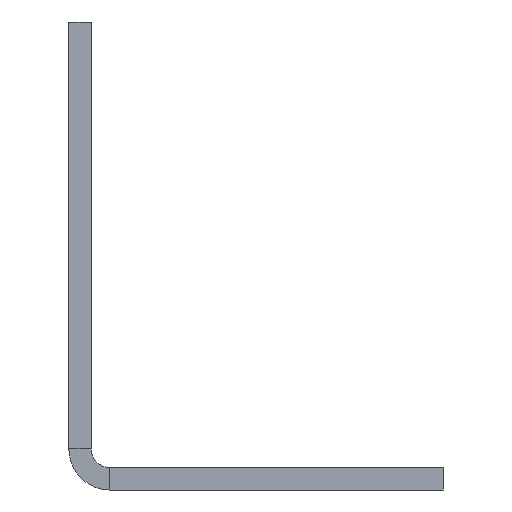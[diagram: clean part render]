
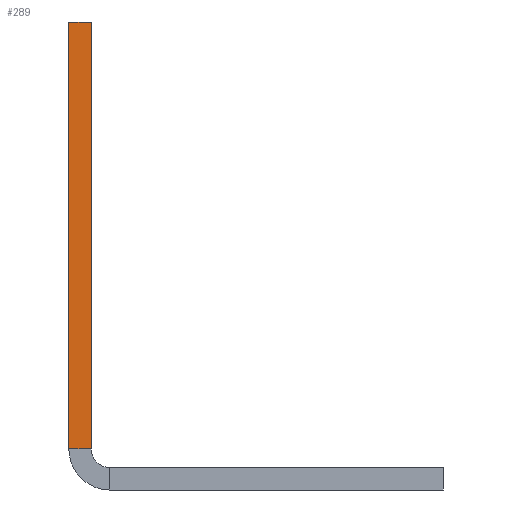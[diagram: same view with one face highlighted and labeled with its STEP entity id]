
A CAD part, left-side view. The second image highlights one B-rep face of the part: STEP entity #289.
In plain terms, the highlighted planar face has unit normal (-1, 0, 0).
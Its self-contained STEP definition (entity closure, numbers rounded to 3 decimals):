
#27 = VECTOR ( 'NONE', #72, 1000. ) ;
#31 = LINE ( 'NONE', #395, #422 ) ;
#38 = VERTEX_POINT ( 'NONE', #620 ) ;
#40 = CARTESIAN_POINT ( 'NONE',  ( 25.5, 20., 23.8 ) ) ;
#43 = VECTOR ( 'NONE', #510, 1000. ) ;
#53 = PLANE ( 'NONE',  #468 ) ;
#72 = DIRECTION ( 'NONE',  ( 0., 0., 1. ) ) ;
#75 = ORIENTED_EDGE ( 'NONE', *, *, #508, .F. ) ;
#103 = CARTESIAN_POINT ( 'NONE',  ( 25.5, 20., 23.8 ) ) ;
#108 = EDGE_CURVE ( 'NONE', #248, #293, #478, .T. ) ;
#114 = DIRECTION ( 'NONE',  ( 0., 1., 0. ) ) ;
#117 = CARTESIAN_POINT ( 'NONE',  ( 25.5, 18.8, 1. ) ) ;
#122 = LINE ( 'NONE', #322, #27 ) ;
#134 = DIRECTION ( 'NONE',  ( 0., 0., 1. ) ) ;
#142 = EDGE_CURVE ( 'NONE', #338, #248, #31, .T. ) ;
#145 = FACE_OUTER_BOUND ( 'NONE', #623, .T. ) ;
#174 = LINE ( 'NONE', #117, #203 ) ;
#203 = VECTOR ( 'NONE', #114, 1000. ) ;
#248 = VERTEX_POINT ( 'NONE', #40 ) ;
#250 = ORIENTED_EDGE ( 'NONE', *, *, #108, .F. ) ;
#289 = ADVANCED_FACE ( 'NONE', ( #145 ), #53, .F. ) ;
#293 = VERTEX_POINT ( 'NONE', #447 ) ;
#322 = CARTESIAN_POINT ( 'NONE',  ( 25.5, 18.8, 23.8 ) ) ;
#338 = VERTEX_POINT ( 'NONE', #344 ) ;
#344 = CARTESIAN_POINT ( 'NONE',  ( 25.5, 20., 1. ) ) ;
#395 = CARTESIAN_POINT ( 'NONE',  ( 25.5, 20., 0. ) ) ;
#422 = VECTOR ( 'NONE', #134, 1000. ) ;
#447 = CARTESIAN_POINT ( 'NONE',  ( 25.5, 18.8, 23.8 ) ) ;
#468 = AXIS2_PLACEMENT_3D ( 'NONE', #647, #511, #555 ) ;
#478 = LINE ( 'NONE', #103, #43 ) ;
#486 = ORIENTED_EDGE ( 'NONE', *, *, #560, .T. ) ;
#508 = EDGE_CURVE ( 'NONE', #38, #338, #174, .T. ) ;
#510 = DIRECTION ( 'NONE',  ( 0., -1., 0. ) ) ;
#511 = DIRECTION ( 'NONE',  ( 1., 0., 0. ) ) ;
#554 = ORIENTED_EDGE ( 'NONE', *, *, #142, .F. ) ;
#555 = DIRECTION ( 'NONE',  ( 0., 0., -1. ) ) ;
#560 = EDGE_CURVE ( 'NONE', #38, #293, #122, .T. ) ;
#620 = CARTESIAN_POINT ( 'NONE',  ( 25.5, 18.8, 1. ) ) ;
#623 = EDGE_LOOP ( 'NONE', ( #75, #486, #250, #554 ) ) ;
#647 = CARTESIAN_POINT ( 'NONE',  ( 25.5, 20., 23.8 ) ) ;
